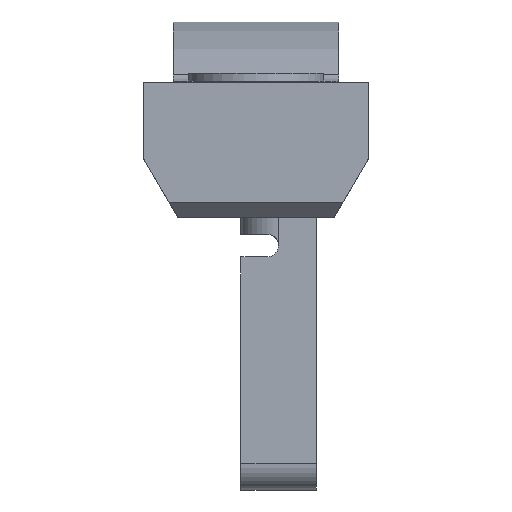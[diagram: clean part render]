
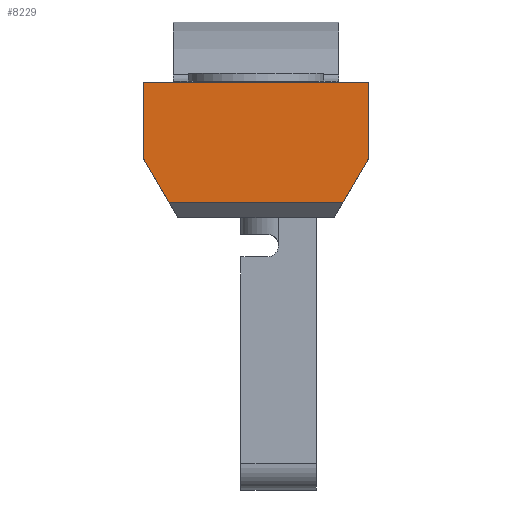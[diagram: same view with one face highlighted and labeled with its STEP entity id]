
A CAD part, left-side view. The second image highlights one B-rep face of the part: STEP entity #8229.
In plain terms, the highlighted planar face has unit normal (-1, 0, 0).
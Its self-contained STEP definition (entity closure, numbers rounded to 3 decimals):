
#6651=DIRECTION('',(0.,0.,1.));
#6652=VECTOR('',#6651,5.016);
#6653=CARTESIAN_POINT('',(-26.,6.5,-16.516));
#6654=LINE('',#6653,#6652);
#6655=DIRECTION('',(0.,-1.,0.));
#6656=VECTOR('',#6655,15.);
#6657=CARTESIAN_POINT('',(-26.,6.5,-11.5));
#6658=LINE('',#6657,#6656);
#6659=DIRECTION('',(0.,0.,-1.));
#6660=VECTOR('',#6659,5.016);
#6661=CARTESIAN_POINT('',(-26.,-8.5,-11.5));
#6662=LINE('',#6661,#6660);
#6663=DIRECTION('',(0.,0.5,-0.866));
#6664=VECTOR('',#6663,3.445);
#6665=CARTESIAN_POINT('',(-26.,-8.5,-16.516));
#6666=LINE('',#6665,#6664);
#6667=DIRECTION('',(0.,1.,0.));
#6668=VECTOR('',#6667,11.555);
#6669=CARTESIAN_POINT('',(-26.,-6.777,-19.5));
#6670=LINE('',#6669,#6668);
#6671=DIRECTION('',(0.,0.5,0.866));
#6672=VECTOR('',#6671,3.445);
#6673=CARTESIAN_POINT('',(-26.,4.777,-19.5));
#6674=LINE('',#6673,#6672);
#6711=CARTESIAN_POINT('',(-26.,6.5,-11.5));
#6712=VERTEX_POINT('',#6711);
#6713=CARTESIAN_POINT('',(-26.,-8.5,-11.5));
#6714=VERTEX_POINT('',#6713);
#6731=CARTESIAN_POINT('',(-26.,-8.5,-16.516));
#6732=VERTEX_POINT('',#6731);
#6753=CARTESIAN_POINT('',(-26.,6.5,-16.516));
#6754=VERTEX_POINT('',#6753);
#6775=CARTESIAN_POINT('',(-26.,-6.777,-19.5));
#6776=CARTESIAN_POINT('',(-26.,4.777,-19.5));
#6777=VERTEX_POINT('',#6775);
#6778=VERTEX_POINT('',#6776);
#8215=CARTESIAN_POINT('',(-26.,-1.,-15.5));
#8216=DIRECTION('',(1.,0.,0.));
#8217=DIRECTION('',(0.,-1.,0.));
#8218=AXIS2_PLACEMENT_3D('',#8215,#8216,#8217);
#8219=PLANE('',#8218);
#8220=ORIENTED_EDGE('',*,*,#6995,.T.);
#8221=ORIENTED_EDGE('',*,*,#7010,.T.);
#8222=ORIENTED_EDGE('',*,*,#7042,.T.);
#8223=ORIENTED_EDGE('',*,*,#7059,.T.);
#8225=ORIENTED_EDGE('',*,*,#8224,.T.);
#8226=ORIENTED_EDGE('',*,*,#7105,.T.);
#8227=EDGE_LOOP('',(#8220,#8221,#8222,#8223,#8225,#8226));
#8228=FACE_OUTER_BOUND('',#8227,.F.);
#8229=ADVANCED_FACE('',(#8228),#8219,.F.);
#6995=EDGE_CURVE('',#6754,#6712,#6654,.T.);
#7010=EDGE_CURVE('',#6712,#6714,#6658,.T.);
#7042=EDGE_CURVE('',#6714,#6732,#6662,.T.);
#7059=EDGE_CURVE('',#6732,#6777,#6666,.T.);
#7105=EDGE_CURVE('',#6778,#6754,#6674,.T.);
#8224=EDGE_CURVE('',#6777,#6778,#6670,.T.);
